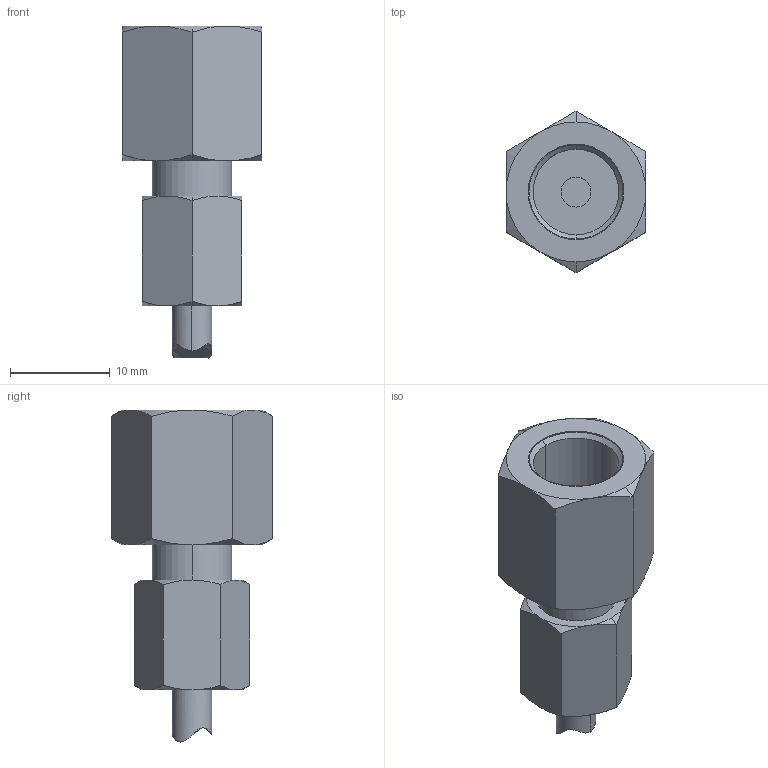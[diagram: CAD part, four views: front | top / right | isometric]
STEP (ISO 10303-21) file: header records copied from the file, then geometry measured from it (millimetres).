
FILE_DESCRIPTION(('STEP AP214'),'1');
FILE_NAME('0114_04_10.stp','2016-07-07T14:13:28',('TraceParts'),('TraceParts S.A.'),'Spatial InterOp 3D',' ',' ');
FILE_SCHEMA(('automotive_design'));
Length unit declared in the file: millimetre
Products named in the file (2): 0114-04-10_ASM|Next assembly relationship#0114-04-10U;0114-04-10U
Bounding box: 14 x 16.17 x 33.24 mm (x, y, z)
Volume: 2816 mm3; surface area: 2223.9 mm2
Topology: 1 solids, 4 shells, 93 faces, 208 edges, 126 vertices
Faces by surface type: cone 44, cylinder 22, plane 20, torus 6, extrusion 1
Entity records: 2916 total; most frequent: CARTESIAN_POINT 842, DIRECTION 449, ORIENTED_EDGE 407, EDGE_CURVE 208, AXIS2_PLACEMENT_3D 196, VERTEX_POINT 126, CIRCLE 102, EDGE_LOOP 100
